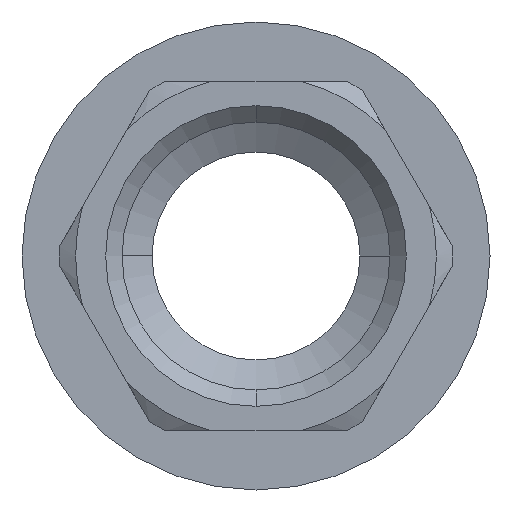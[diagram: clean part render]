
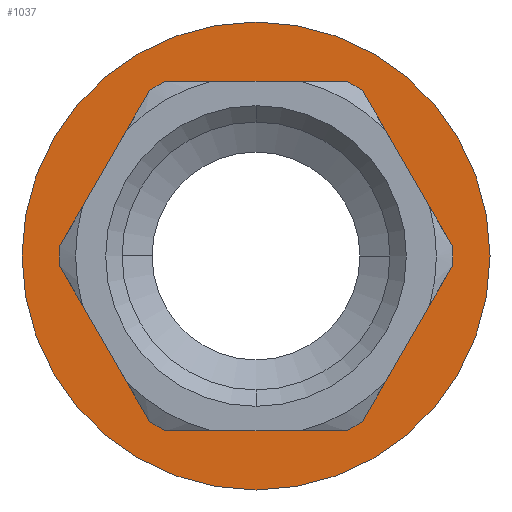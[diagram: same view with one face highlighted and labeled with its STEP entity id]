
A CAD part, front view. The second image highlights one B-rep face of the part: STEP entity #1037.
In plain terms, the highlighted planar face has unit normal (0, -1, 0).
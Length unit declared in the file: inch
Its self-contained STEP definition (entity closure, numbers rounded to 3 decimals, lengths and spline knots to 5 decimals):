
#8 = DIRECTION ( 'NONE',  ( 0., -1., 0. ) ) ;
#12 = FACE_BOUND ( 'NONE', #1663, .T. ) ;
#19 = LINE ( 'NONE', #328, #1190 ) ;
#52 = ORIENTED_EDGE ( 'NONE', *, *, #1269, .F. ) ;
#85 = ORIENTED_EDGE ( 'NONE', *, *, #1205, .F. ) ;
#98 = CIRCLE ( 'NONE', #1457, 0.70866 ) ;
#102 = EDGE_CURVE ( 'NONE', #193, #1734, #19, .T. ) ;
#109 = AXIS2_PLACEMENT_3D ( 'NONE', #403, #1434, #549 ) ;
#112 = DIRECTION ( 'NONE',  ( -0.5, 0., -0.866 ) ) ;
#126 = CARTESIAN_POINT ( 'NONE',  ( 0., -0.64567, 0. ) ) ;
#193 = VERTEX_POINT ( 'NONE', #1836 ) ;
#212 = EDGE_LOOP ( 'NONE', ( #1424, #567 ) ) ;
#233 = VERTEX_POINT ( 'NONE', #1420 ) ;
#241 = DIRECTION ( 'NONE',  ( 0., 1., 0. ) ) ;
#246 = CARTESIAN_POINT ( 'NONE',  ( 0.3832, -0.64567, 0.59612 ) ) ;
#257 = CARTESIAN_POINT ( 'NONE',  ( 0., -0.64567, 0. ) ) ;
#263 = DIRECTION ( 'NONE',  ( 0., 0., 1. ) ) ;
#288 = EDGE_CURVE ( 'NONE', #1734, #1893, #1667, .T. ) ;
#295 = DIRECTION ( 'NONE',  ( 0., -1., 0. ) ) ;
#305 = VECTOR ( 'NONE', #1467, 39.37008 ) ;
#318 = ORIENTED_EDGE ( 'NONE', *, *, #842, .F. ) ;
#327 = LINE ( 'NONE', #873, #1013 ) ;
#328 = CARTESIAN_POINT ( 'NONE',  ( -0.72737, -0.64567, 0. ) ) ;
#365 = CARTESIAN_POINT ( 'NONE',  ( 0.36369, -0.64567, -0.62992 ) ) ;
#403 = CARTESIAN_POINT ( 'NONE',  ( 0., -0.64567, 0. ) ) ;
#408 = AXIS2_PLACEMENT_3D ( 'NONE', #1368, #486, #1516 ) ;
#410 = DIRECTION ( 'NONE',  ( -1., 0., 0. ) ) ;
#412 = DIRECTION ( 'NONE',  ( 0., 0., 1. ) ) ;
#437 = EDGE_CURVE ( 'NONE', #829, #855, #802, .T. ) ;
#484 = DIRECTION ( 'NONE',  ( 0.5, 0., -0.866 ) ) ;
#486 = DIRECTION ( 'NONE',  ( 0., 1., 0. ) ) ;
#516 = VERTEX_POINT ( 'NONE', #1512 ) ;
#546 = DIRECTION ( 'NONE',  ( 0., 0., 1. ) ) ;
#549 = DIRECTION ( 'NONE',  ( 0., 0., 1. ) ) ;
#567 = ORIENTED_EDGE ( 'NONE', *, *, #993, .F. ) ;
#611 = VECTOR ( 'NONE', #112, 39.37008 ) ;
#637 = EDGE_CURVE ( 'NONE', #1559, #1169, #1747, .T. ) ;
#660 = AXIS2_PLACEMENT_3D ( 'NONE', #896, #8, #1035 ) ;
#685 = AXIS2_PLACEMENT_3D ( 'NONE', #1137, #241, #1288 ) ;
#696 = CARTESIAN_POINT ( 'NONE',  ( -0.70785, -0.64567, 0.0338 ) ) ;
#705 = CARTESIAN_POINT ( 'NONE',  ( -0.3832, -0.64567, -0.59612 ) ) ;
#769 = DIRECTION ( 'NONE',  ( 0., 1., 0. ) ) ;
#772 = EDGE_CURVE ( 'NONE', #1271, #233, #1770, .T. ) ;
#800 = EDGE_CURVE ( 'NONE', #1496, #1732, #999, .T. ) ;
#802 = CIRCLE ( 'NONE', #660, 0.70866 ) ;
#829 = VERTEX_POINT ( 'NONE', #246 ) ;
#842 = EDGE_CURVE ( 'NONE', #1169, #1707, #1723, .T. ) ;
#855 = VERTEX_POINT ( 'NONE', #1588 ) ;
#861 = CIRCLE ( 'NONE', #109, 0.70866 ) ;
#872 = ORIENTED_EDGE ( 'NONE', *, *, #288, .F. ) ;
#873 = CARTESIAN_POINT ( 'NONE',  ( -0.36369, -0.64567, -0.62992 ) ) ;
#896 = CARTESIAN_POINT ( 'NONE',  ( 0., -0.64567, 0. ) ) ;
#931 = CARTESIAN_POINT ( 'NONE',  ( -0.3832, -0.64567, 0.59612 ) ) ;
#958 = CARTESIAN_POINT ( 'NONE',  ( 0.3832, -0.64567, -0.59612 ) ) ;
#993 = EDGE_CURVE ( 'NONE', #233, #1271, #1372, .T. ) ;
#999 = LINE ( 'NONE', #1850, #611 ) ;
#1013 = VECTOR ( 'NONE', #1877, 39.37008 ) ;
#1017 = CARTESIAN_POINT ( 'NONE',  ( 0.72737, -0.64567, 0. ) ) ;
#1035 = DIRECTION ( 'NONE',  ( 0., 0., 1. ) ) ;
#1036 = CARTESIAN_POINT ( 'NONE',  ( -0.32465, -0.64567, -0.62992 ) ) ;
#1037 = ADVANCED_FACE ( 'NONE', ( #1482, #12 ), #1069, .F. ) ;
#1062 = ORIENTED_EDGE ( 'NONE', *, *, #1326, .F. ) ;
#1069 = PLANE ( 'NONE',  #408 ) ;
#1090 = CARTESIAN_POINT ( 'NONE',  ( 0.70785, -0.64567, -0.0338 ) ) ;
#1094 = LINE ( 'NONE', #1017, #305 ) ;
#1137 = CARTESIAN_POINT ( 'NONE',  ( 0., -0.64567, 0. ) ) ;
#1143 = CARTESIAN_POINT ( 'NONE',  ( 0.36369, -0.64567, 0.62992 ) ) ;
#1153 = DIRECTION ( 'NONE',  ( 0., -1., 0. ) ) ;
#1169 = VERTEX_POINT ( 'NONE', #1090 ) ;
#1175 = VERTEX_POINT ( 'NONE', #1677 ) ;
#1189 = CARTESIAN_POINT ( 'NONE',  ( 0., -0.64567, 0. ) ) ;
#1190 = VECTOR ( 'NONE', #484, 39.37008 ) ;
#1205 = EDGE_CURVE ( 'NONE', #1732, #193, #1878, .T. ) ;
#1245 = AXIS2_PLACEMENT_3D ( 'NONE', #1637, #769, #1776 ) ;
#1251 = DIRECTION ( 'NONE',  ( 0.5, 0., 0.866 ) ) ;
#1269 = EDGE_CURVE ( 'NONE', #855, #1175, #1511, .T. ) ;
#1271 = VERTEX_POINT ( 'NONE', #1298 ) ;
#1286 = CARTESIAN_POINT ( 'NONE',  ( 0.70785, -0.64567, 0.0338 ) ) ;
#1288 = DIRECTION ( 'NONE',  ( 0., 0., 1. ) ) ;
#1298 = CARTESIAN_POINT ( 'NONE',  ( 0., -0.64567, 0.84252 ) ) ;
#1302 = DIRECTION ( 'NONE',  ( 0., -1., 0. ) ) ;
#1315 = ORIENTED_EDGE ( 'NONE', *, *, #1833, .F. ) ;
#1326 = EDGE_CURVE ( 'NONE', #1893, #516, #327, .T. ) ;
#1342 = DIRECTION ( 'NONE',  ( 0., 0., 1. ) ) ;
#1368 = CARTESIAN_POINT ( 'NONE',  ( 0.84252, -0.64567, 0. ) ) ;
#1372 = CIRCLE ( 'NONE', #1245, 0.84252 ) ;
#1404 = CARTESIAN_POINT ( 'NONE',  ( 0., -0.64567, 0. ) ) ;
#1420 = CARTESIAN_POINT ( 'NONE',  ( 0., -0.64567, -0.84252 ) ) ;
#1424 = ORIENTED_EDGE ( 'NONE', *, *, #772, .F. ) ;
#1434 = DIRECTION ( 'NONE',  ( 0., -1., 0. ) ) ;
#1454 = EDGE_CURVE ( 'NONE', #516, #1559, #98, .T. ) ;
#1457 = AXIS2_PLACEMENT_3D ( 'NONE', #1189, #295, #1342 ) ;
#1461 = ORIENTED_EDGE ( 'NONE', *, *, #800, .F. ) ;
#1467 = DIRECTION ( 'NONE',  ( -0.5, 0., 0.866 ) ) ;
#1473 = AXIS2_PLACEMENT_3D ( 'NONE', #126, #1153, #263 ) ;
#1482 = FACE_OUTER_BOUND ( 'NONE', #212, .T. ) ;
#1496 = VERTEX_POINT ( 'NONE', #931 ) ;
#1511 = LINE ( 'NONE', #1143, #1829 ) ;
#1512 = CARTESIAN_POINT ( 'NONE',  ( 0.32465, -0.64567, -0.62992 ) ) ;
#1516 = DIRECTION ( 'NONE',  ( 0., 0., 1. ) ) ;
#1559 = VERTEX_POINT ( 'NONE', #958 ) ;
#1588 = CARTESIAN_POINT ( 'NONE',  ( 0.32465, -0.64567, 0.62992 ) ) ;
#1598 = ORIENTED_EDGE ( 'NONE', *, *, #1710, .F. ) ;
#1599 = ORIENTED_EDGE ( 'NONE', *, *, #1454, .F. ) ;
#1637 = CARTESIAN_POINT ( 'NONE',  ( 0., -0.64567, 0. ) ) ;
#1648 = ORIENTED_EDGE ( 'NONE', *, *, #102, .F. ) ;
#1663 = EDGE_LOOP ( 'NONE', ( #52, #1798, #1315, #318, #1705, #1599, #1062, #872, #1648, #85, #1461, #1598 ) ) ;
#1666 = VECTOR ( 'NONE', #1251, 39.37008 ) ;
#1667 = CIRCLE ( 'NONE', #1859, 0.70866 ) ;
#1677 = CARTESIAN_POINT ( 'NONE',  ( -0.32465, -0.64567, 0.62992 ) ) ;
#1705 = ORIENTED_EDGE ( 'NONE', *, *, #637, .F. ) ;
#1707 = VERTEX_POINT ( 'NONE', #1286 ) ;
#1710 = EDGE_CURVE ( 'NONE', #1175, #1496, #861, .T. ) ;
#1723 = CIRCLE ( 'NONE', #1473, 0.70866 ) ;
#1732 = VERTEX_POINT ( 'NONE', #696 ) ;
#1734 = VERTEX_POINT ( 'NONE', #705 ) ;
#1747 = LINE ( 'NONE', #365, #1666 ) ;
#1770 = CIRCLE ( 'NONE', #685, 0.84252 ) ;
#1776 = DIRECTION ( 'NONE',  ( 0., 0., 1. ) ) ;
#1798 = ORIENTED_EDGE ( 'NONE', *, *, #437, .F. ) ;
#1829 = VECTOR ( 'NONE', #410, 39.37008 ) ;
#1833 = EDGE_CURVE ( 'NONE', #1707, #829, #1094, .T. ) ;
#1836 = CARTESIAN_POINT ( 'NONE',  ( -0.70785, -0.64567, -0.0338 ) ) ;
#1850 = CARTESIAN_POINT ( 'NONE',  ( -0.36369, -0.64567, 0.62992 ) ) ;
#1859 = AXIS2_PLACEMENT_3D ( 'NONE', #257, #1302, #412 ) ;
#1863 = DIRECTION ( 'NONE',  ( 0., -1., 0. ) ) ;
#1874 = AXIS2_PLACEMENT_3D ( 'NONE', #1404, #1863, #546 ) ;
#1877 = DIRECTION ( 'NONE',  ( 1., 0., 0. ) ) ;
#1878 = CIRCLE ( 'NONE', #1874, 0.70866 ) ;
#1893 = VERTEX_POINT ( 'NONE', #1036 ) ;
